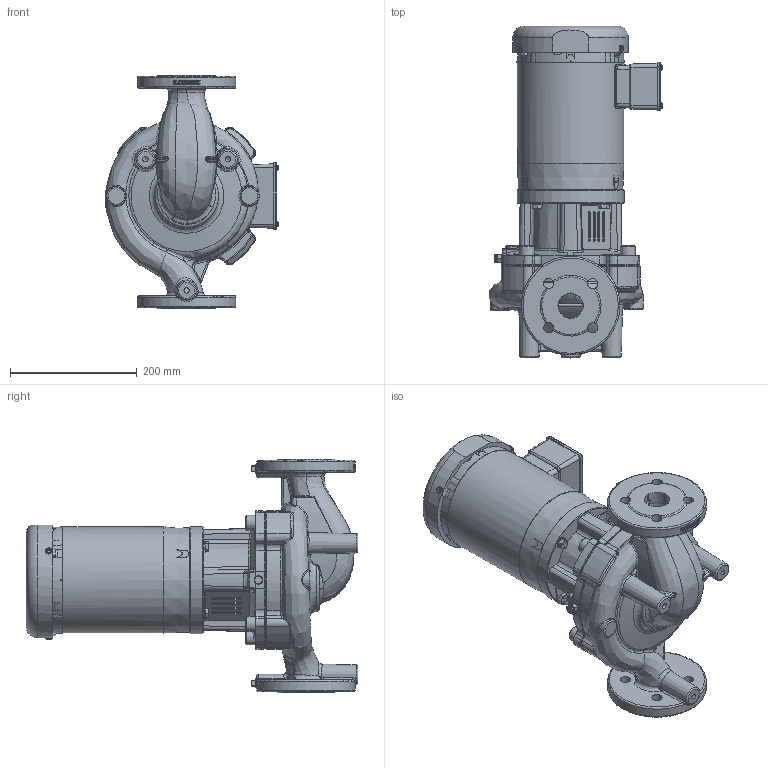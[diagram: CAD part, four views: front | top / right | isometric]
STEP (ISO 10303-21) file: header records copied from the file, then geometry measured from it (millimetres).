
FILE_DESCRIPTION(/* description */ (''),/* implementation_level */ '2;1');
FILE_NAME(/* name */ '2760714 - PUMP IL1.5-35_100-4-S1E 460V_3_60 TEFC_Shrinkwrap_1.stp',/* time_stamp */ '2022-03-22T09:15:32-05:00',/* author */ ('faliszekte'),/* organization */ (''),/* preprocessor_version */ 'ST-DEVELOPER v18.1',/* originating_system */ 'Autodesk Inventor 2021',/* authorisation */ '');
FILE_SCHEMA (('AUTOMOTIVE_DESIGN { 1 0 10303 214 3 1 1 }'));
Length unit declared in the file: inch
Products named in the file (1): 2760714 - PUMP IL1.5-35_100-4-S1E 460V_3_60 TEFC_Shrinkwrap_1
Bounding box: 273.6 x 523.59 x 368.3 mm (x, y, z)
Surface area: 717962.8 mm2 (no closed solid volume)
Topology: 0 solids, 32 shells, 2043 faces, 5958 edges, 3844 vertices
Faces by surface type: plane 675, bspline 615, cylinder 430, cone 201, sphere 69, torus 53
Full cylindrical faces by diameter (mm): 3.768 x1, 8.141 x10, 8.38 x3, 8.6 x2, 8.839 x4, 9 x9, 9.525 x80, 10.516 x3, 11.1 x2, 13.495 x2, 15.869 x1, 16 x8, 23.812 x4, 27 x1, 33.05 x1, 110 x1, 155.45 x2, 167.945 x2, 169 x1
Entity records: 144765 total; most frequent: CARTESIAN_POINT 94305, ORIENTED_EDGE 10804, DIRECTION 8719, EDGE_CURVE 5910, VERTEX_POINT 3844, AXIS2_PLACEMENT_3D 3313, EDGE_LOOP 2172, LINE 2093
